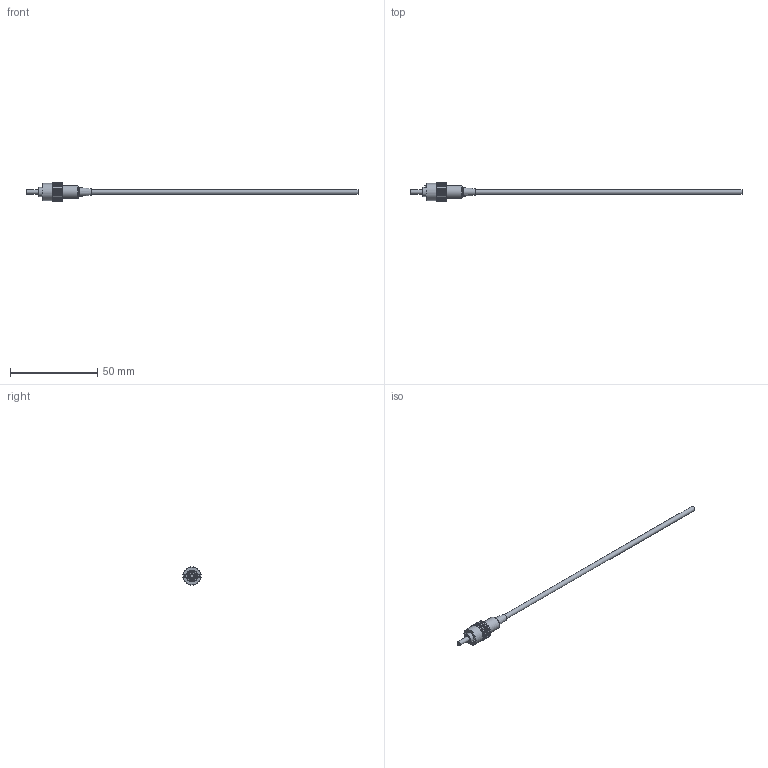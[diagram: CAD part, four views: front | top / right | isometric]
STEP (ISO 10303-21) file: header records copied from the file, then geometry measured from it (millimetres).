
FILE_DESCRIPTION (( 'STEP AP214' ), '1' );
FILE_NAME ('FPT9SNG-ST-12PK.STEP', '2018-01-16T20:36:36', ( '' ), ( '' ), 'SwSTEP 2.0', 'SolidWorks 2014', '' );
FILE_SCHEMA (( 'AUTOMOTIVE_DESIGN' ));
Length unit declared in the file: inch
Products named in the file (6): FPT9SNG-ST-12PK; CONN-95-200-06-BP3B_900u BOOT; 1AY07-039; CONN-95-200-06-BP3B-MA3; CONN-95-200-06-BP3B-MA1; 1AL06-096
Assembly tree (5 placements, depth 3):
  FPT9SNG-ST-12PK
    1AL06-096
    CONN-95-200-06-BP3B_900u BOOT
      CONN-95-200-06-BP3B-MA1
      CONN-95-200-06-BP3B-MA3
      1AY07-039
Bounding box: 189.74 x 10.3 x 10.3 mm (x, y, z)
Volume: 2060 mm3; surface area: 3578.3 mm2
Topology: 4 solids, 4 shells, 119 faces, 307 edges, 204 vertices
Faces by surface type: plane 98, cylinder 11, cone 6, torus 4
Full cylindrical faces by diameter (mm): 2.54 x1, 2.794 x1, 3.175 x1, 3.683 x1, 4.826 x1, 5.207 x1, 6.35 x1, 7.366 x1, 9.779 x1
Entity records: 3783 total; most frequent: CARTESIAN_POINT 608, DIRECTION 574, ORIENTED_EDGE 564, EDGE_CURVE 282, VECTOR 246, LINE 246, VERTEX_POINT 198, AXIS2_PLACEMENT_3D 164
